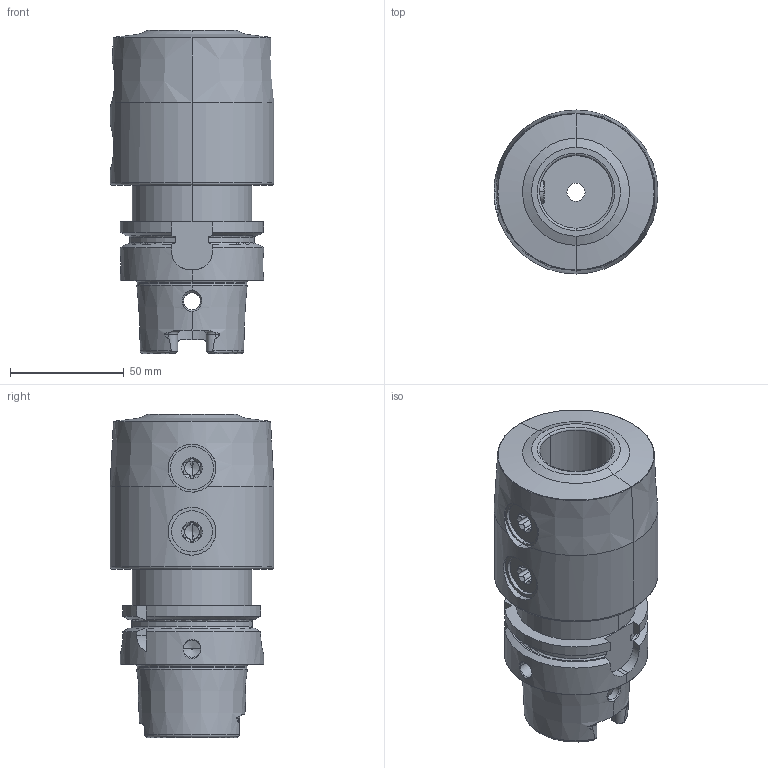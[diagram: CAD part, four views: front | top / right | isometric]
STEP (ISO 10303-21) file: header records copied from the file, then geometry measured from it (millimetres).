
FILE_DESCRIPTION((''),'2;1');
FILE_NAME('607265496-000','2019-07-01T12:01:51',('schmiedtm'),(''),'CREO PARAMETRIC BY PTC INC, 2018300','CREO PARAMETRIC BY PTC INC, 2018300','');
FILE_SCHEMA(('AP242_MANAGED_MODEL_BASED_3D_ENGINEERING_MIM_LF { 1 0 10303 442 1 1 4 }'));
Length unit declared in the file: millimetre
Products named in the file (1): 607265496-000
Bounding box: 72 x 72 x 141.9 mm (x, y, z)
Volume: 311657.1 mm3; surface area: 54009.9 mm2
Topology: 1 solids, 1 shells, 260 faces, 637 edges, 395 vertices
Faces by surface type: cylinder 105, plane 63, cone 62, torus 30
Entity records: 12223 total; most frequent: CARTESIAN_POINT 4030, DIRECTION 1300, ORIENTED_EDGE 1262, PRESENTATION_STYLE_ASSIGNMENT 634, STYLED_ITEM 634, CURVE_STYLE 631, EDGE_CURVE 631, AXIS2_PLACEMENT_3D 536
